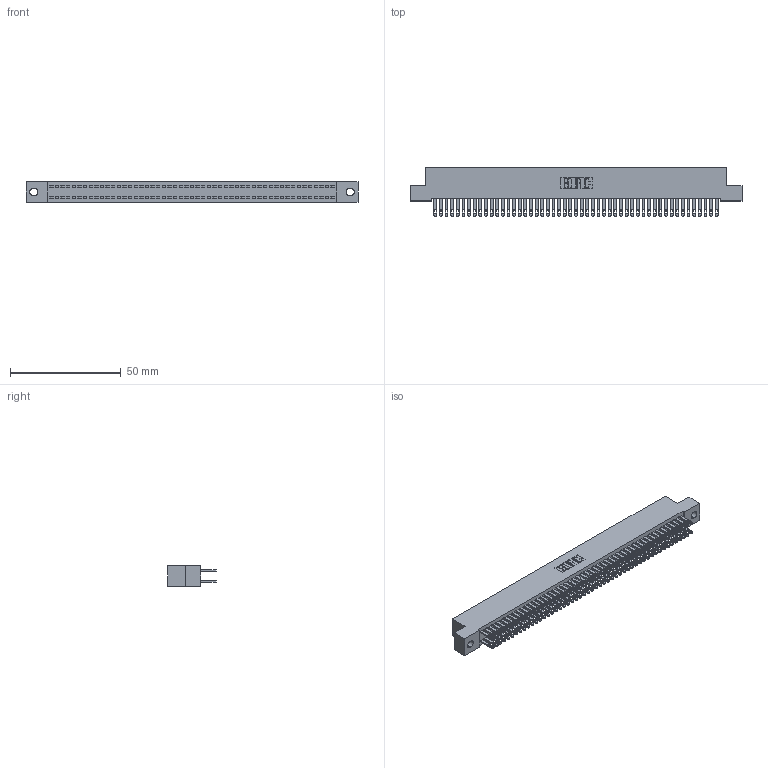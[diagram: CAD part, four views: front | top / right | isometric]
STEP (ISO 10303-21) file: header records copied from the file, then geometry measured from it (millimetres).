
FILE_DESCRIPTION (( 'STEP AP203' ), '1' );
FILE_NAME ('342-102-500-202.STEP', '2018-08-14T05:02:32', ( '' ), ( '' ), 'SwSTEP 2.0', 'SolidWorks 2016', '' );
FILE_SCHEMA (( 'CONFIG_CONTROL_DESIGN' ));
Length unit declared in the file: inch
Products named in the file (3): 345-292-001_345-293-100; 342-102-500-202; 342 Part_.128 Slot
Assembly tree (103 placements, depth 2):
  342-102-500-202
    342 Part_.128 Slot
    345-292-001_345-293-100  x102
Bounding box: 149.86 x 21.85 x 9.4 mm (x, y, z)
Volume: 13767 mm3; surface area: 23367.2 mm2
Topology: 103 solids, 103 shells, 5010 faces, 15305 edges, 10202 vertices
Faces by surface type: plane 3130, cylinder 1880
Entity records: 31579 total; most frequent: CARTESIAN_POINT 5222, ORIENTED_EDGE 5158, DIRECTION 4447, EDGE_CURVE 2579, LINE 2447, VECTOR 2447, VERTEX_POINT 1718, AXIS2_PLACEMENT_3D 1000
